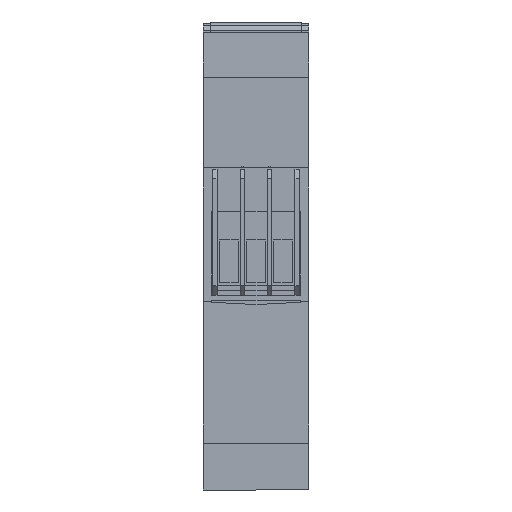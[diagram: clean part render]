
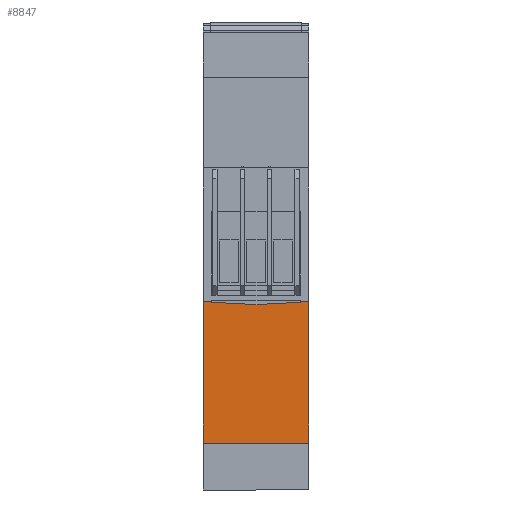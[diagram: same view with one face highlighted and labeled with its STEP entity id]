
A CAD part, front view. The second image highlights one B-rep face of the part: STEP entity #8847.
In plain terms, the highlighted planar face has unit normal (0, -1, 0).
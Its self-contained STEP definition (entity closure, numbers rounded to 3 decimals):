
#184=LINE('',#12435,#1210);
#185=LINE('',#12437,#1211);
#186=LINE('',#12439,#1212);
#187=LINE('',#12441,#1213);
#188=LINE('',#12443,#1214);
#189=LINE('',#12445,#1215);
#190=LINE('',#12447,#1216);
#191=LINE('',#12449,#1217);
#192=LINE('',#12451,#1218);
#193=LINE('',#12453,#1219);
#194=LINE('',#12455,#1220);
#195=LINE('',#12457,#1221);
#196=LINE('',#12458,#1222);
#1210=VECTOR('',#10046,0.4);
#1211=VECTOR('',#10047,2.);
#1212=VECTOR('',#10048,0.121);
#1213=VECTOR('',#10049,7.46);
#1214=VECTOR('',#10050,7.46);
#1215=VECTOR('',#10051,0.121);
#1216=VECTOR('',#10052,2.);
#1217=VECTOR('',#10053,0.4);
#1218=VECTOR('',#10054,10.);
#1219=VECTOR('',#10055,10.);
#1220=VECTOR('',#10056,10.);
#1221=VECTOR('',#10057,10.);
#1222=VECTOR('',#10058,10.);
#2210=PLANE('',#9328);
#2579=FACE_OUTER_BOUND('',#3028,.T.);
#3028=EDGE_LOOP('',(#6035,#6036,#6037,#6038,#6039,#6040,#6041,#6042,#6043,
#6044,#6045,#6046,#6047));
#3776=VERTEX_POINT('',#12433);
#3777=VERTEX_POINT('',#12434);
#3778=VERTEX_POINT('',#12436);
#3779=VERTEX_POINT('',#12438);
#3780=VERTEX_POINT('',#12440);
#3781=VERTEX_POINT('',#12442);
#3782=VERTEX_POINT('',#12444);
#3783=VERTEX_POINT('',#12446);
#3784=VERTEX_POINT('',#12448);
#3785=VERTEX_POINT('',#12450);
#3786=VERTEX_POINT('',#12452);
#3787=VERTEX_POINT('',#12454);
#3788=VERTEX_POINT('',#12456);
#4664=EDGE_CURVE('',#3776,#3777,#184,.T.);
#4665=EDGE_CURVE('',#3778,#3776,#185,.T.);
#4666=EDGE_CURVE('',#3779,#3778,#186,.T.);
#4667=EDGE_CURVE('',#3780,#3779,#187,.T.);
#4668=EDGE_CURVE('',#3781,#3780,#188,.T.);
#4669=EDGE_CURVE('',#3781,#3782,#189,.T.);
#4670=EDGE_CURVE('',#3783,#3782,#190,.T.);
#4671=EDGE_CURVE('',#3784,#3783,#191,.T.);
#4672=EDGE_CURVE('',#3785,#3784,#192,.T.);
#4673=EDGE_CURVE('',#3786,#3785,#193,.T.);
#4674=EDGE_CURVE('',#3786,#3787,#194,.T.);
#4675=EDGE_CURVE('',#3788,#3787,#195,.T.);
#4676=EDGE_CURVE('',#3777,#3788,#196,.T.);
#6035=ORIENTED_EDGE('',*,*,#4664,.F.);
#6036=ORIENTED_EDGE('',*,*,#4665,.F.);
#6037=ORIENTED_EDGE('',*,*,#4666,.F.);
#6038=ORIENTED_EDGE('',*,*,#4667,.F.);
#6039=ORIENTED_EDGE('',*,*,#4668,.F.);
#6040=ORIENTED_EDGE('',*,*,#4669,.T.);
#6041=ORIENTED_EDGE('',*,*,#4670,.F.);
#6042=ORIENTED_EDGE('',*,*,#4671,.F.);
#6043=ORIENTED_EDGE('',*,*,#4672,.F.);
#6044=ORIENTED_EDGE('',*,*,#4673,.F.);
#6045=ORIENTED_EDGE('',*,*,#4674,.T.);
#6046=ORIENTED_EDGE('',*,*,#4675,.F.);
#6047=ORIENTED_EDGE('',*,*,#4676,.F.);
#8847=ADVANCED_FACE('',(#2579),#2210,.T.);
#9328=AXIS2_PLACEMENT_3D('',#12432,#10044,#10045);
#10044=DIRECTION('center_axis',(0.,-1.,0.));
#10045=DIRECTION('ref_axis',(0.,0.,-1.));
#10046=DIRECTION('',(0.,0.,1.));
#10047=DIRECTION('',(1.,0.,0.));
#10048=DIRECTION('',(0.,0.,1.));
#10049=DIRECTION('',(0.999,0.,0.052));
#10050=DIRECTION('',(0.999,0.,-0.052));
#10051=DIRECTION('',(0.,0.,1.));
#10052=DIRECTION('',(1.,0.,0.));
#10053=DIRECTION('',(0.,0.,-1.));
#10054=DIRECTION('',(1.,0.,0.));
#10055=DIRECTION('',(0.,0.,1.));
#10056=DIRECTION('',(1.,0.,0.));
#10057=DIRECTION('',(0.,0.,-1.));
#10058=DIRECTION('',(1.,0.,0.));
#12432=CARTESIAN_POINT('Origin',(-11.25,-39.133,40.088));
#12433=CARTESIAN_POINT('',(9.45,-39.133,39.898));
#12434=CARTESIAN_POINT('',(9.45,-39.133,40.088));
#12435=CARTESIAN_POINT('',(9.45,-39.133,39.898));
#12436=CARTESIAN_POINT('',(7.45,-39.133,39.898));
#12437=CARTESIAN_POINT('',(7.45,-39.133,39.898));
#12438=CARTESIAN_POINT('',(7.45,-39.133,39.777));
#12439=CARTESIAN_POINT('',(7.45,-39.133,39.777));
#12440=CARTESIAN_POINT('',(0.,-39.133,39.387));
#12441=CARTESIAN_POINT('',(0.,-39.133,39.387));
#12442=CARTESIAN_POINT('',(-7.45,-39.133,39.777));
#12443=CARTESIAN_POINT('',(-7.45,-39.133,39.777));
#12444=CARTESIAN_POINT('',(-7.45,-39.133,39.898));
#12445=CARTESIAN_POINT('',(-7.45,-39.133,39.777));
#12446=CARTESIAN_POINT('',(-9.45,-39.133,39.898));
#12447=CARTESIAN_POINT('',(-9.45,-39.133,39.898));
#12448=CARTESIAN_POINT('',(-9.45,-39.133,40.088));
#12449=CARTESIAN_POINT('',(-9.45,-39.133,59.098));
#12450=CARTESIAN_POINT('',(-11.25,-39.133,40.088));
#12451=CARTESIAN_POINT('',(-11.25,-39.133,40.088));
#12452=CARTESIAN_POINT('',(-11.25,-39.133,9.958));
#12453=CARTESIAN_POINT('',(-11.25,-39.133,9.958));
#12454=CARTESIAN_POINT('',(11.25,-39.133,9.958));
#12455=CARTESIAN_POINT('',(-11.25,-39.133,9.958));
#12456=CARTESIAN_POINT('',(11.25,-39.133,40.088));
#12457=CARTESIAN_POINT('',(11.25,-39.133,9.958));
#12458=CARTESIAN_POINT('',(-11.25,-39.133,40.088));
